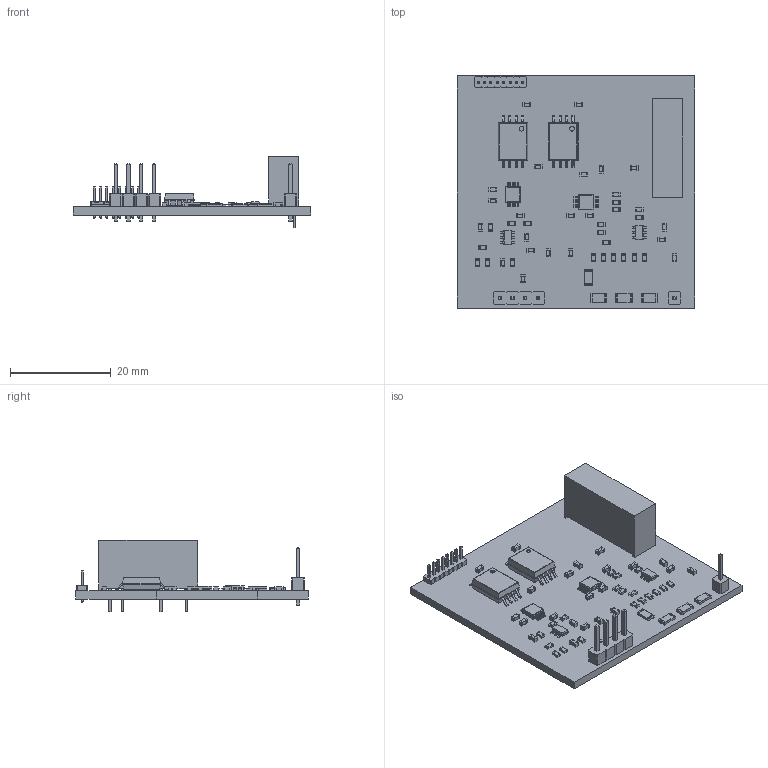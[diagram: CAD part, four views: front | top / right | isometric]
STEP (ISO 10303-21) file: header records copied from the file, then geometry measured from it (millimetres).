
FILE_DESCRIPTION(('KiCad electronic assembly'),'2;1');
FILE_NAME('PowerMonitor-AFE.step','2021-11-14T04:09:15',('An Author'),( 'A Company'),'Open CASCADE STEP processor 6.9', 'KiCad to STEP converter','Unknown');
FILE_SCHEMA(('AUTOMOTIVE_DESIGN { 1 0 10303 214 1 1 1 1 }'));
Length unit declared in the file: millimetre
Products named in the file (22): Open CASCADE STEP translator 6.9 1; C_0603_1608Metric; SOLID; PinHeader_1x01_P2.54mm_Vertical; PinHeader_1x04_P2.54mm_Vertical; PinHeader_1x08_P1.27mm_Vertical; R_1206_3216Metric; R_0603_1608Metric; TSOT-23-6; ADS8866IDGSR; COMPOUND; MAX22245BAWA+; TEA_1-0505HI
Assembly tree (67 placements, depth 3):
  Open CASCADE STEP translator 6.9 1
    C_0603_1608Metric  x23
      SOLID
    PinHeader_1x01_P2.54mm_Vertical
      SOLID
    PinHeader_1x04_P2.54mm_Vertical
      SOLID
    PinHeader_1x08_P1.27mm_Vertical
      SOLID
    R_1206_3216Metric  x4
      SOLID
    R_0603_1608Metric  x19
      SOLID
    TSOT-23-6  x2
      SOLID
    ADS8866IDGSR  x2
      COMPOUND
    MAX22245BAWA+  x2
      COMPOUND
    TEA_1-0505HI
      COMPOUND
    COMPOUND
Bounding box: 47 x 46 x 14.2 mm (x, y, z)
Volume: 4981.4 mm3; surface area: 6582.6 mm2
Topology: 93 solids, 93 shells, 2507 faces, 6327 edges, 4082 vertices
Faces by surface type: plane 1720, cylinder 711, bspline 60, sphere 16
Full cylindrical faces by diameter (mm): 0.65 x8, 0.76 x4, 0.938 x2, 1 x5
Entity records: 61737 total; most frequent: CARTESIAN_POINT 12120, DIRECTION 8485, LINE 5885, VECTOR 5885, ORIENTED_EDGE 4440, PCURVE 4440, DEFINITIONAL_REPRESENTATION 4440, EDGE_CURVE 2220
